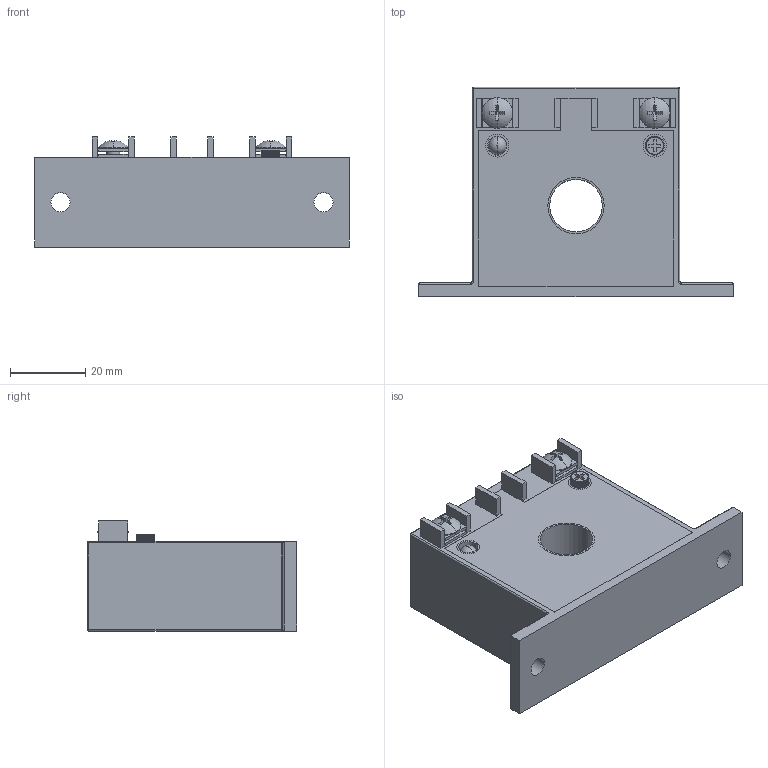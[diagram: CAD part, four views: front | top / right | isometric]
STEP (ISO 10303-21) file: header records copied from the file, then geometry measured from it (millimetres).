
FILE_DESCRIPTION (( 'STEP AP214' ), '1' );
FILE_NAME ('ACSL010-AE-F.STEP', '2019-07-31T18:20:20', ( '' ), ( '' ), 'SwSTEP 2.0', 'SolidWorks 2018', '' );
FILE_SCHEMA (( 'AUTOMOTIVE_DESIGN' ));
Length unit declared in the file: inch
Products named in the file (1): ACSL010-AE-F
Bounding box: 83.62 x 55.58 x 29.25 mm (x, y, z)
Volume: 72259.1 mm3; surface area: 19652.2 mm2
Topology: 10 solids, 10 shells, 368 faces, 954 edges, 618 vertices
Faces by surface type: plane 236, cylinder 114, sphere 8, torus 6, cone 4
Entity records: 16137 total; most frequent: DIRECTION 1952, CARTESIAN_POINT 1949, ORIENTED_EDGE 1900, EDGE_CURVE 950, LINE 678, VECTOR 678, AXIS2_PLACEMENT_3D 637, VERTEX_POINT 618
